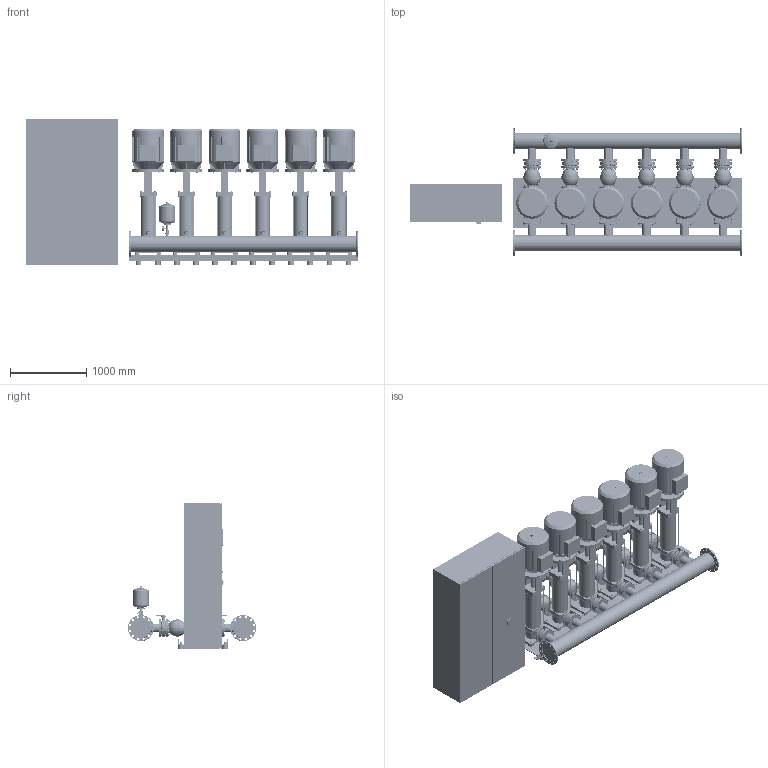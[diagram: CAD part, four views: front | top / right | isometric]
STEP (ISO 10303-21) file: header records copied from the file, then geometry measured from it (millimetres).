
FILE_DESCRIPTION((''),'2;1');
FILE_NAME('3d_CO-6MVI7006-PN25-2523244.stp','2011-08-26T14:07:01',(''),(''),'Mechanical Desktop 2009','Mechanical Desktop 2009',', , ');
FILE_SCHEMA(('CONFIG_CONTROL_DESIGN'));
Length unit declared in the file: millimetre
Products named in the file (1): Product
Bounding box: 4350 x 1679.55 x 1900 mm (x, y, z)
Volume: 2216488099.4 mm3; surface area: 47091550.9 mm2
Topology: 352 solids, 352 shells, 10149 faces, 24325 edges, 15872 vertices
Faces by surface type: plane 5189, cylinder 3098, bspline 980, cone 652, torus 156, sphere 74
Full cylindrical faces by diameter (mm): 114.3 x12, 225 x12
Entity records: 310453 total; most frequent: CARTESIAN_POINT 68735, DIRECTION 50885, ORIENTED_EDGE 48506, EDGE_CURVE 24253, AXIS2_PLACEMENT_3D 17764, VERTEX_POINT 15854, VECTOR 15357, LINE 15357
